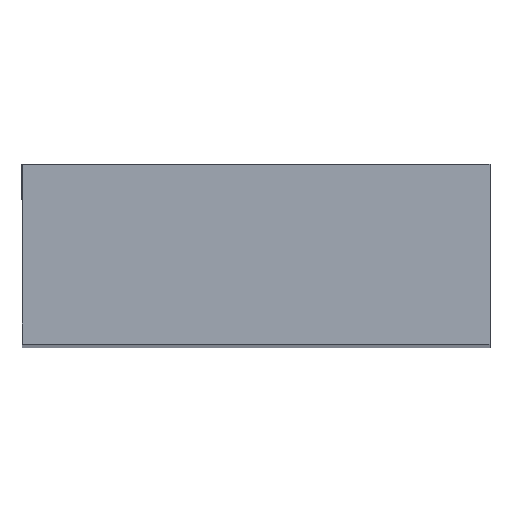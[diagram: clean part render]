
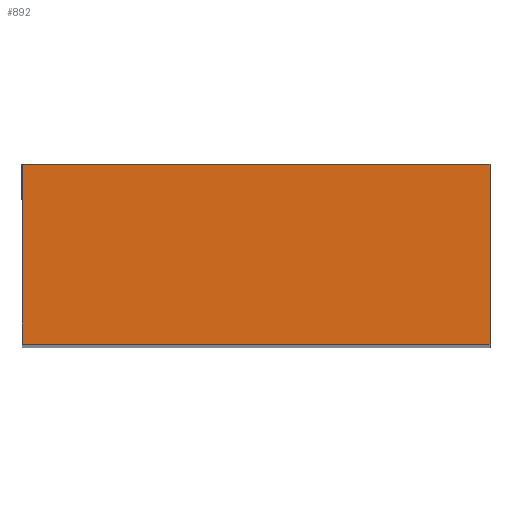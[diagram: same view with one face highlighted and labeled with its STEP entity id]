
A CAD part, top view. The second image highlights one B-rep face of the part: STEP entity #892.
In plain terms, the highlighted free-form (B-spline) face has degree [1, 1] with [2, 2] control points.
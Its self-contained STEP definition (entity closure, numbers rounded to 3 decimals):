
#843=CARTESIAN_POINT('V8',(-32.5,12.5,
   150.));
#844=VERTEX_POINT('V8',#843);
#850=CARTESIAN_POINT('V7',(-32.5,-12.5,
   150.));
#851=VERTEX_POINT('V7',#850);
#852=CARTESIAN_POINT('E9',(-32.5,12.5,
   150.));
#853=CARTESIAN_POINT('E9',(-32.5,-12.5,
   150.));
#854=QUASI_UNIFORM_CURVE('E9',1,(#852,#853),.POLYLINE_FORM.,.F.,.U.
   );
#855=EDGE_CURVE('E9',#844,#851,#854,.T.);
#865=CARTESIAN_POINT('F7',(-32.5,12.5,
   150.));
#866=CARTESIAN_POINT('F7',(-32.5,-12.5,
   150.));
#867=CARTESIAN_POINT('F7',(32.5,12.5,
   150.));
#868=CARTESIAN_POINT('F7',(32.5,-12.5,
   150.));
#869=B_SPLINE_SURFACE_WITH_KNOTS('F7',1,1,((#865,#867),(#866,#868))
,.PLANE_SURF.,.F.,.F.,.U.,(2,2),(2,2),(0.0,1.0),(0.0,
   2.6),.UNSPECIFIED.);
#870=ORIENTED_EDGE('E9',*,*,#855,.F.);
#871=CARTESIAN_POINT('V15',(32.5,12.5,
   150.));
#872=VERTEX_POINT('V15',#871);
#873=CARTESIAN_POINT('E22',(32.5,12.5,
   150.));
#874=CARTESIAN_POINT('E22',(-32.5,12.5,
   150.));
#875=QUASI_UNIFORM_CURVE('E22',1,(#873,#874),.POLYLINE_FORM.,.F.,.U.
   );
#876=EDGE_CURVE('E22',#872,#844,#875,.T.);
#877=ORIENTED_EDGE('E22',*,*,#876,.F.);
#878=CARTESIAN_POINT('V16',(32.5,-12.5,
   150.));
#879=VERTEX_POINT('V16',#878);
#880=CARTESIAN_POINT('E19',(32.5,-12.5,
   150.));
#881=CARTESIAN_POINT('E19',(32.5,12.5,
   150.));
#882=QUASI_UNIFORM_CURVE('E19',1,(#880,#881),.POLYLINE_FORM.,.F.,.U.
   );
#883=EDGE_CURVE('E19',#879,#872,#882,.T.);
#884=ORIENTED_EDGE('E19',*,*,#883,.F.);
#885=CARTESIAN_POINT('E21',(-32.5,-12.5,
   150.));
#886=CARTESIAN_POINT('E21',(32.5,-12.5,
   150.));
#887=QUASI_UNIFORM_CURVE('E21',1,(#885,#886),.POLYLINE_FORM.,.F.,.U.
   );
#888=EDGE_CURVE('E21',#851,#879,#887,.T.);
#889=ORIENTED_EDGE('E21',*,*,#888,.F.);
#890=EDGE_LOOP('F7',(#870,#877,#884,#889));
#891=FACE_OUTER_BOUND('F7',#890,.F.);
#892=ADVANCED_FACE('F7',(#891),#869,.T.);
